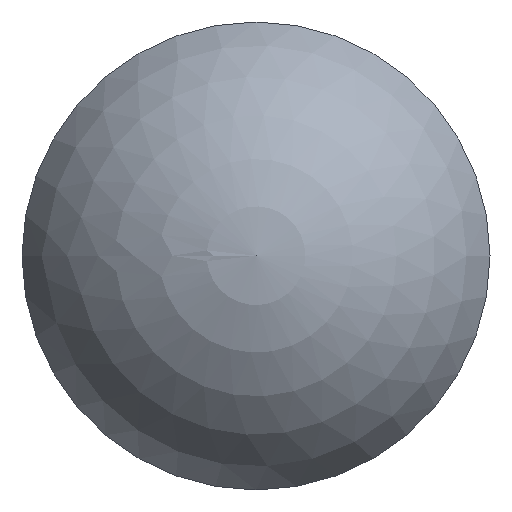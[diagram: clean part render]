
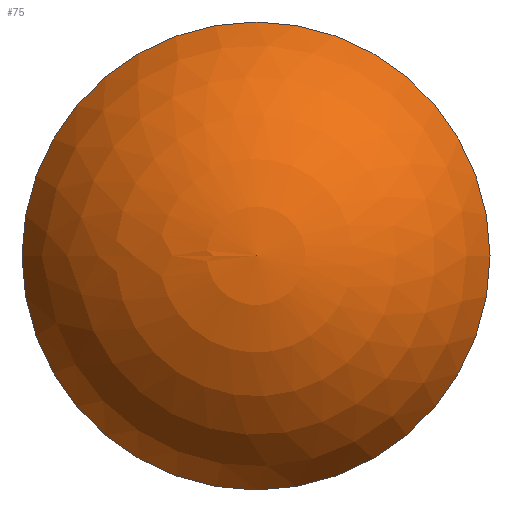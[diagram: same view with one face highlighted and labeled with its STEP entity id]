
A CAD part, top view. The second image highlights one B-rep face of the part: STEP entity #75.
In plain terms, the highlighted spherical face has radius 8.125 mm.
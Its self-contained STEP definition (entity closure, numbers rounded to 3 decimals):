
#16=SPHERICAL_SURFACE('',#98,8.125);
#23=FACE_OUTER_BOUND('',#28,.T.);
#28=EDGE_LOOP('',(#66,#67,#68));
#39=CIRCLE('',#99,7.5);
#40=CIRCLE('',#100,8.125);
#45=VERTEX_POINT('',#143);
#46=VERTEX_POINT('',#145);
#53=EDGE_CURVE('',#45,#45,#39,.T.);
#54=EDGE_CURVE('',#46,#45,#40,.T.);
#66=ORIENTED_EDGE('',*,*,#53,.F.);
#67=ORIENTED_EDGE('',*,*,#54,.F.);
#68=ORIENTED_EDGE('',*,*,#54,.T.);
#75=ADVANCED_FACE('',(#23),#16,.T.);
#98=AXIS2_PLACEMENT_3D('',#142,#120,#121);
#99=AXIS2_PLACEMENT_3D('',#144,#122,#123);
#100=AXIS2_PLACEMENT_3D('',#146,#124,#125);
#120=DIRECTION('center_axis',(0.,0.,1.));
#121=DIRECTION('ref_axis',(1.,0.,0.));
#122=DIRECTION('center_axis',(0.,0.,-1.));
#123=DIRECTION('ref_axis',(1.,0.,0.));
#124=DIRECTION('center_axis',(0.,-1.,0.));
#125=DIRECTION('ref_axis',(-1.,0.,0.));
#142=CARTESIAN_POINT('Origin',(0.,0.,4.875));
#143=CARTESIAN_POINT('',(-7.5,0.,8.));
#144=CARTESIAN_POINT('Origin',(0.,0.,8.));
#145=CARTESIAN_POINT('',(0.,0.,13.));
#146=CARTESIAN_POINT('Origin',(0.,0.,4.875));
